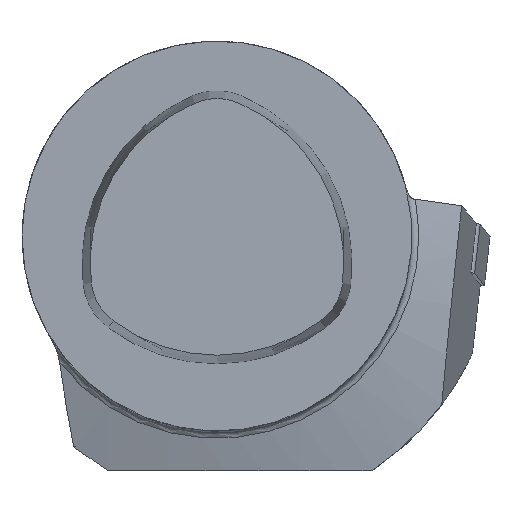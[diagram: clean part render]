
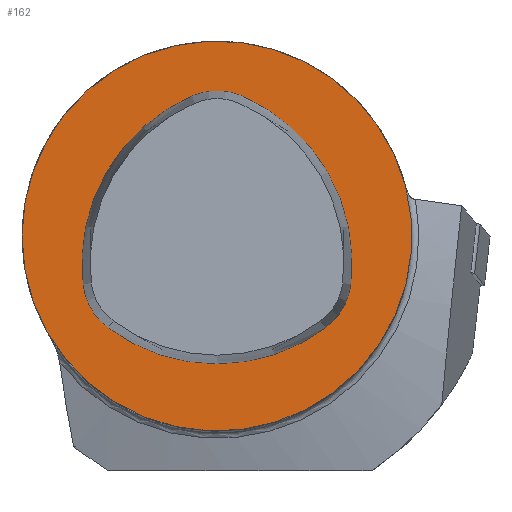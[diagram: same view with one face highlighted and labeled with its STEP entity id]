
A CAD part, top view. The second image highlights one B-rep face of the part: STEP entity #162.
In plain terms, the highlighted planar face has unit normal (0, 0, 1).
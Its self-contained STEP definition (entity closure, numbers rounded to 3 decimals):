
#112=FACE_BOUND('',#316,.T.);
#113=FACE_BOUND('',#317,.T.);
#162=ADVANCED_FACE('',(#112,#113),#215,.T.);
#215=PLANE('',#1194);
#316=EDGE_LOOP('',(#610));
#317=EDGE_LOOP('',(#611,#612,#613,#614,#615,#616));
#610=ORIENTED_EDGE('',*,*,#953,.F.);
#611=ORIENTED_EDGE('',*,*,#978,.T.);
#612=ORIENTED_EDGE('',*,*,#979,.T.);
#613=ORIENTED_EDGE('',*,*,#980,.T.);
#614=ORIENTED_EDGE('',*,*,#981,.T.);
#615=ORIENTED_EDGE('',*,*,#982,.T.);
#616=ORIENTED_EDGE('',*,*,#983,.T.);
#855=VERTEX_POINT('',#1736);
#877=VERTEX_POINT('',#1794);
#878=VERTEX_POINT('',#1795);
#879=VERTEX_POINT('',#1797);
#880=VERTEX_POINT('',#1799);
#881=VERTEX_POINT('',#1801);
#882=VERTEX_POINT('',#1803);
#953=EDGE_CURVE('',#855,#855,#1061,.T.);
#978=EDGE_CURVE('',#877,#878,#1068,.T.);
#979=EDGE_CURVE('',#878,#879,#1069,.T.);
#980=EDGE_CURVE('',#879,#880,#1070,.T.);
#981=EDGE_CURVE('',#880,#881,#1071,.T.);
#982=EDGE_CURVE('',#881,#882,#1072,.T.);
#983=EDGE_CURVE('',#882,#877,#1073,.T.);
#1061=CIRCLE('',#1172,25.);
#1068=CIRCLE('',#1188,23.36);
#1069=CIRCLE('',#1189,8.12);
#1070=CIRCLE('',#1190,23.36);
#1071=CIRCLE('',#1191,8.12);
#1072=CIRCLE('',#1192,23.36);
#1073=CIRCLE('',#1193,8.12);
#1172=AXIS2_PLACEMENT_3D('',#1735,#1330,#1331);
#1188=AXIS2_PLACEMENT_3D('',#1793,#1374,#1375);
#1189=AXIS2_PLACEMENT_3D('',#1796,#1376,#1377);
#1190=AXIS2_PLACEMENT_3D('',#1798,#1378,#1379);
#1191=AXIS2_PLACEMENT_3D('',#1800,#1380,#1381);
#1192=AXIS2_PLACEMENT_3D('',#1802,#1382,#1383);
#1193=AXIS2_PLACEMENT_3D('',#1804,#1384,#1385);
#1194=AXIS2_PLACEMENT_3D('',#1805,#1386,#1387);
#1330=DIRECTION('',(0.,0.,-1.));
#1331=DIRECTION('',(-1.,0.,0.));
#1374=DIRECTION('',(0.,0.,-1.));
#1375=DIRECTION('',(-1.,0.,0.));
#1376=DIRECTION('',(0.,0.,-1.));
#1377=DIRECTION('',(-1.,0.,0.));
#1378=DIRECTION('',(0.,0.,-1.));
#1379=DIRECTION('',(-1.,0.,0.));
#1380=DIRECTION('',(0.,0.,-1.));
#1381=DIRECTION('',(-1.,0.,0.));
#1382=DIRECTION('',(0.,0.,-1.));
#1383=DIRECTION('',(-1.,0.,0.));
#1384=DIRECTION('',(0.,0.,-1.));
#1385=DIRECTION('',(-1.,0.,0.));
#1386=DIRECTION('',(0.,0.,1.));
#1387=DIRECTION('',(1.,0.,0.));
#1735=CARTESIAN_POINT('',(0.,0.,0.));
#1736=CARTESIAN_POINT('',(-25.,0.,0.));
#1793=CARTESIAN_POINT('',(-6.045,-3.49,0.));
#1794=CARTESIAN_POINT('',(3.221,17.954,0.));
#1795=CARTESIAN_POINT('',(17.159,-6.188,0.));
#1796=CARTESIAN_POINT('',(9.093,-5.25,0.));
#1797=CARTESIAN_POINT('',(13.938,-11.766,0.));
#1798=CARTESIAN_POINT('',(0.,6.98,0.));
#1799=CARTESIAN_POINT('',(-13.938,-11.766,0.));
#1800=CARTESIAN_POINT('',(-9.093,-5.25,0.));
#1801=CARTESIAN_POINT('',(-17.159,-6.188,0.));
#1802=CARTESIAN_POINT('',(6.045,-3.49,0.));
#1803=CARTESIAN_POINT('',(-3.221,17.954,0.));
#1804=CARTESIAN_POINT('',(0.,10.5,0.));
#1805=CARTESIAN_POINT('',(0.,0.,0.));
